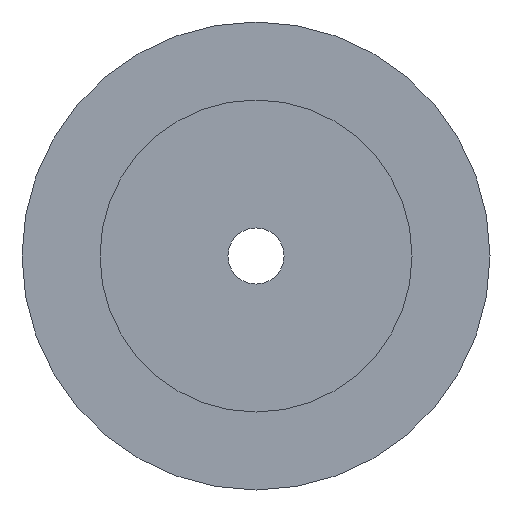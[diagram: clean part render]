
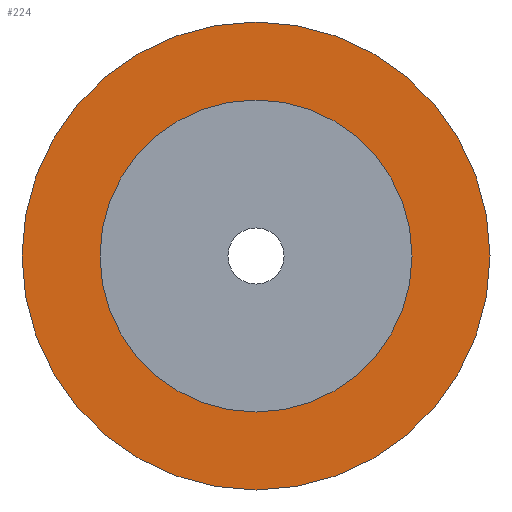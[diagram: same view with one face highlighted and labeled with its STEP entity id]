
A CAD part, front view. The second image highlights one B-rep face of the part: STEP entity #224.
In plain terms, the highlighted planar face has unit normal (0, -1, 0).
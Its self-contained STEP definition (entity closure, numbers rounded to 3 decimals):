
#3 = EDGE_CURVE ( 'NONE', #32, #248, #93, .T. ) ;
#9 = DIRECTION ( 'NONE',  ( 0., 0., 1. ) ) ;
#12 = ORIENTED_EDGE ( 'NONE', *, *, #13, .F. ) ;
#13 = EDGE_CURVE ( 'NONE', #227, #153, #44, .T. ) ;
#21 = CARTESIAN_POINT ( 'NONE',  ( 0., 0., 0. ) ) ;
#26 = FACE_OUTER_BOUND ( 'NONE', #78, .T. ) ;
#31 = CARTESIAN_POINT ( 'NONE',  ( 0., 0., 0. ) ) ;
#32 = VERTEX_POINT ( 'NONE', #278 ) ;
#44 = CIRCLE ( 'NONE', #281, 15. ) ;
#46 = PLANE ( 'NONE',  #234 ) ;
#50 = CIRCLE ( 'NONE', #174, 15. ) ;
#78 = EDGE_LOOP ( 'NONE', ( #12, #165 ) ) ;
#87 = CARTESIAN_POINT ( 'NONE',  ( 0., 0., 10. ) ) ;
#89 = AXIS2_PLACEMENT_3D ( 'NONE', #21, #112, #244 ) ;
#93 = CIRCLE ( 'NONE', #108, 10. ) ;
#108 = AXIS2_PLACEMENT_3D ( 'NONE', #275, #167, #226 ) ;
#112 = DIRECTION ( 'NONE',  ( 0., -1., 0. ) ) ;
#117 = CARTESIAN_POINT ( 'NONE',  ( 0., 0., 0. ) ) ;
#119 = DIRECTION ( 'NONE',  ( 0., 1., 0. ) ) ;
#120 = ORIENTED_EDGE ( 'NONE', *, *, #237, .F. ) ;
#122 = CIRCLE ( 'NONE', #89, 10. ) ;
#133 = DIRECTION ( 'NONE',  ( 0., 1., 0. ) ) ;
#150 = CARTESIAN_POINT ( 'NONE',  ( 0., 0., -15. ) ) ;
#153 = VERTEX_POINT ( 'NONE', #201 ) ;
#157 = DIRECTION ( 'NONE',  ( 0., 0., 1. ) ) ;
#165 = ORIENTED_EDGE ( 'NONE', *, *, #194, .F. ) ;
#167 = DIRECTION ( 'NONE',  ( 0., -1., 0. ) ) ;
#174 = AXIS2_PLACEMENT_3D ( 'NONE', #117, #133, #157 ) ;
#187 = EDGE_LOOP ( 'NONE', ( #208, #120 ) ) ;
#194 = EDGE_CURVE ( 'NONE', #153, #227, #50, .T. ) ;
#201 = CARTESIAN_POINT ( 'NONE',  ( 0., 0., 15. ) ) ;
#208 = ORIENTED_EDGE ( 'NONE', *, *, #3, .F. ) ;
#217 = CARTESIAN_POINT ( 'NONE',  ( 0., 0., 0. ) ) ;
#218 = DIRECTION ( 'NONE',  ( 0., 1., 0. ) ) ;
#219 = FACE_BOUND ( 'NONE', #187, .T. ) ;
#224 = ADVANCED_FACE ( 'NONE', ( #219, #26 ), #46, .F. ) ;
#226 = DIRECTION ( 'NONE',  ( 0., 0., -1. ) ) ;
#227 = VERTEX_POINT ( 'NONE', #150 ) ;
#234 = AXIS2_PLACEMENT_3D ( 'NONE', #217, #218, #264 ) ;
#237 = EDGE_CURVE ( 'NONE', #248, #32, #122, .T. ) ;
#244 = DIRECTION ( 'NONE',  ( 0., 0., -1. ) ) ;
#248 = VERTEX_POINT ( 'NONE', #87 ) ;
#264 = DIRECTION ( 'NONE',  ( 0., 0., 1. ) ) ;
#275 = CARTESIAN_POINT ( 'NONE',  ( 0., 0., 0. ) ) ;
#278 = CARTESIAN_POINT ( 'NONE',  ( 0., 0., -10. ) ) ;
#281 = AXIS2_PLACEMENT_3D ( 'NONE', #31, #119, #9 ) ;
